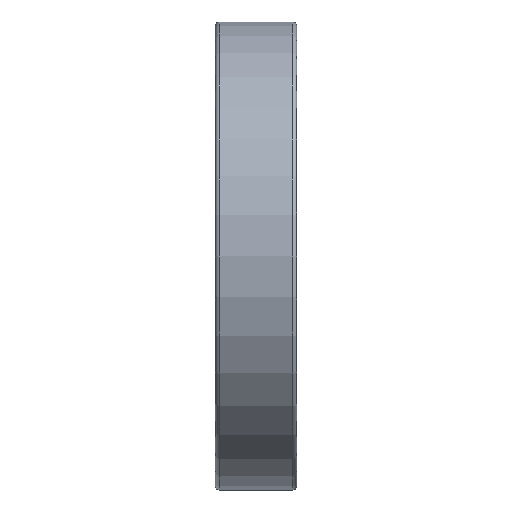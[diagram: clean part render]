
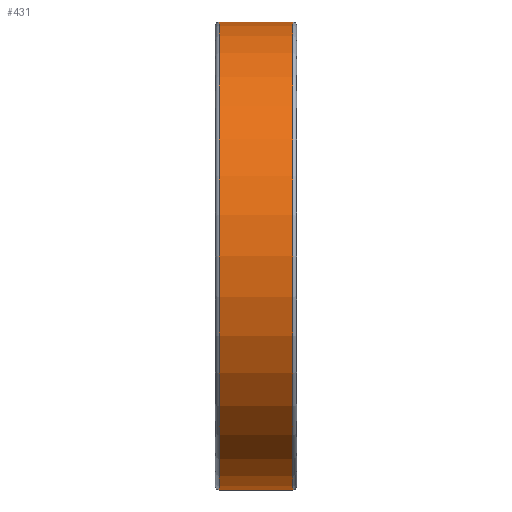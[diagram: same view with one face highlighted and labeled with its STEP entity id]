
A CAD part, front view. The second image highlights one B-rep face of the part: STEP entity #431.
In plain terms, the highlighted cylindrical face has radius 11.5 mm (diameter 23 mm), a partial arc.
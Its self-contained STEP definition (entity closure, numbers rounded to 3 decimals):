
#6 = CARTESIAN_POINT ( 'NONE',  ( -20.637, 0., 11.5 ) ) ;
#27 = CARTESIAN_POINT ( 'NONE',  ( -1.8, 0., 11.5 ) ) ;
#40 = DIRECTION ( 'NONE',  ( 0., 0., -1. ) ) ;
#61 = LINE ( 'NONE', #6, #721 ) ;
#109 = VERTEX_POINT ( 'NONE', #27 ) ;
#127 = CIRCLE ( 'NONE', #605, 11.5 ) ;
#139 = CARTESIAN_POINT ( 'NONE',  ( 1.8, 0., -11.5 ) ) ;
#167 = ORIENTED_EDGE ( 'NONE', *, *, #423, .F. ) ;
#189 = DIRECTION ( 'NONE',  ( 0., 0., -1. ) ) ;
#204 = AXIS2_PLACEMENT_3D ( 'NONE', #575, #225, #40 ) ;
#225 = DIRECTION ( 'NONE',  ( 1., 0., 0. ) ) ;
#230 = EDGE_LOOP ( 'NONE', ( #167, #725, #311, #484 ) ) ;
#232 = EDGE_CURVE ( 'NONE', #109, #240, #457, .T. ) ;
#240 = VERTEX_POINT ( 'NONE', #588 ) ;
#249 = CARTESIAN_POINT ( 'NONE',  ( 1.8, 0., 0. ) ) ;
#303 = CYLINDRICAL_SURFACE ( 'NONE', #398, 11.5 ) ;
#311 = ORIENTED_EDGE ( 'NONE', *, *, #547, .T. ) ;
#320 = VECTOR ( 'NONE', #429, 1000. ) ;
#344 = CARTESIAN_POINT ( 'NONE',  ( 1.8, 0., 11.5 ) ) ;
#398 = AXIS2_PLACEMENT_3D ( 'NONE', #542, #498, #189 ) ;
#422 = VERTEX_POINT ( 'NONE', #344 ) ;
#423 = EDGE_CURVE ( 'NONE', #109, #422, #61, .T. ) ;
#424 = LINE ( 'NONE', #672, #320 ) ;
#429 = DIRECTION ( 'NONE',  ( 1., 0., 0. ) ) ;
#431 = ADVANCED_FACE ( 'NONE', ( #607 ), #303, .T. ) ;
#456 = EDGE_CURVE ( 'NONE', #422, #562, #127, .T. ) ;
#457 = CIRCLE ( 'NONE', #204, 11.5 ) ;
#470 = DIRECTION ( 'NONE',  ( 1., 0., 0. ) ) ;
#484 = ORIENTED_EDGE ( 'NONE', *, *, #456, .F. ) ;
#498 = DIRECTION ( 'NONE',  ( 1., 0., 0. ) ) ;
#542 = CARTESIAN_POINT ( 'NONE',  ( -20.637, 0., 0. ) ) ;
#547 = EDGE_CURVE ( 'NONE', #240, #562, #424, .T. ) ;
#562 = VERTEX_POINT ( 'NONE', #139 ) ;
#575 = CARTESIAN_POINT ( 'NONE',  ( -1.8, 0., 0. ) ) ;
#588 = CARTESIAN_POINT ( 'NONE',  ( -1.8, 0., -11.5 ) ) ;
#605 = AXIS2_PLACEMENT_3D ( 'NONE', #249, #678, #614 ) ;
#607 = FACE_OUTER_BOUND ( 'NONE', #230, .T. ) ;
#614 = DIRECTION ( 'NONE',  ( 0., 0., -1. ) ) ;
#672 = CARTESIAN_POINT ( 'NONE',  ( -20.637, 0., -11.5 ) ) ;
#678 = DIRECTION ( 'NONE',  ( 1., 0., 0. ) ) ;
#721 = VECTOR ( 'NONE', #470, 1000. ) ;
#725 = ORIENTED_EDGE ( 'NONE', *, *, #232, .T. ) ;
